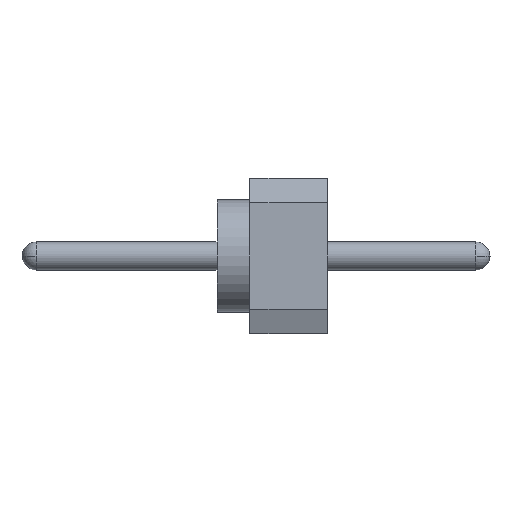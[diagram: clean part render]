
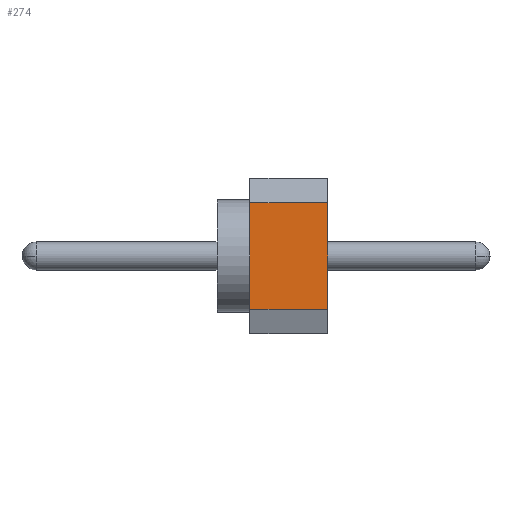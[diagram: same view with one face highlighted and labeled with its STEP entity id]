
A CAD part, left-side view. The second image highlights one B-rep face of the part: STEP entity #274.
In plain terms, the highlighted planar face has unit normal (-1, 0, 0).
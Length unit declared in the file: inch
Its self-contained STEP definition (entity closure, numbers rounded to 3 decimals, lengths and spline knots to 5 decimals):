
#89 = VERTEX_POINT ( 'NONE', #2135 ) ;
#91 = CARTESIAN_POINT ( 'NONE',  ( -0.01203, -0.05, -0.08425 ) ) ;
#113 = DIRECTION ( 'NONE',  ( -1., 0., 0. ) ) ;
#130 = CARTESIAN_POINT ( 'NONE',  ( -0.01203, -0.05, -0.08425 ) ) ;
#159 = EDGE_LOOP ( 'NONE', ( #2362, #1970, #275, #1640 ) ) ;
#274 = ADVANCED_FACE ( 'NONE', ( #3501 ), #2243, .T. ) ;
#275 = ORIENTED_EDGE ( 'NONE', *, *, #1172, .T. ) ;
#536 = CARTESIAN_POINT ( 'NONE',  ( -0.01203, -0.05, -0.08425 ) ) ;
#799 = CARTESIAN_POINT ( 'NONE',  ( -0.01203, -0.05, -0.01575 ) ) ;
#855 = VECTOR ( 'NONE', #1859, 39.37008 ) ;
#898 = LINE ( 'NONE', #536, #855 ) ;
#992 = AXIS2_PLACEMENT_3D ( 'NONE', #130, #113, #2634 ) ;
#1057 = VERTEX_POINT ( 'NONE', #1854 ) ;
#1172 = EDGE_CURVE ( 'NONE', #1057, #89, #1691, .T. ) ;
#1187 = VECTOR ( 'NONE', #3580, 39.37008 ) ;
#1190 = VECTOR ( 'NONE', #3537, 39.37008 ) ;
#1258 = VERTEX_POINT ( 'NONE', #3857 ) ;
#1481 = EDGE_CURVE ( 'NONE', #1057, #1258, #898, .T. ) ;
#1640 = ORIENTED_EDGE ( 'NONE', *, *, #1734, .T. ) ;
#1691 = LINE ( 'NONE', #91, #1190 ) ;
#1734 = EDGE_CURVE ( 'NONE', #89, #2971, #2069, .T. ) ;
#1799 = CARTESIAN_POINT ( 'NONE',  ( -0.01203, 0., -0.08425 ) ) ;
#1854 = CARTESIAN_POINT ( 'NONE',  ( -0.01203, -0.05, -0.08425 ) ) ;
#1859 = DIRECTION ( 'NONE',  ( 0., 1., 0. ) ) ;
#1970 = ORIENTED_EDGE ( 'NONE', *, *, #1481, .F. ) ;
#2069 = LINE ( 'NONE', #799, #1187 ) ;
#2079 = CARTESIAN_POINT ( 'NONE',  ( -0.01203, 0., -0.01575 ) ) ;
#2125 = VECTOR ( 'NONE', #3131, 39.37008 ) ;
#2135 = CARTESIAN_POINT ( 'NONE',  ( -0.01203, -0.05, -0.01575 ) ) ;
#2243 = PLANE ( 'NONE',  #992 ) ;
#2362 = ORIENTED_EDGE ( 'NONE', *, *, #2531, .F. ) ;
#2531 = EDGE_CURVE ( 'NONE', #1258, #2971, #3068, .T. ) ;
#2634 = DIRECTION ( 'NONE',  ( 0., 0., 1. ) ) ;
#2971 = VERTEX_POINT ( 'NONE', #2079 ) ;
#3068 = LINE ( 'NONE', #1799, #2125 ) ;
#3131 = DIRECTION ( 'NONE',  ( 0., 0., 1. ) ) ;
#3501 = FACE_OUTER_BOUND ( 'NONE', #159, .T. ) ;
#3537 = DIRECTION ( 'NONE',  ( 0., 0., 1. ) ) ;
#3580 = DIRECTION ( 'NONE',  ( 0., 1., 0. ) ) ;
#3857 = CARTESIAN_POINT ( 'NONE',  ( -0.01203, 0., -0.08425 ) ) ;
